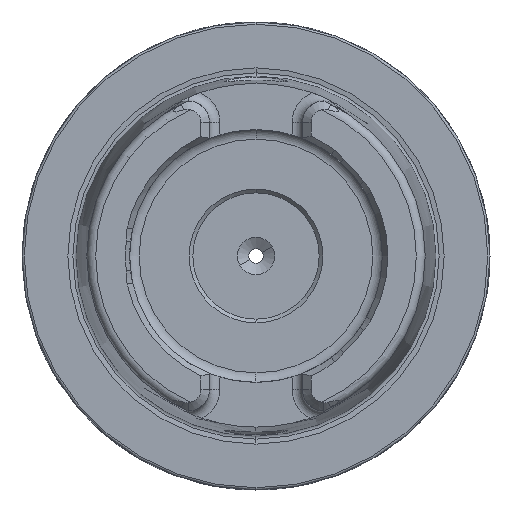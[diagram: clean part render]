
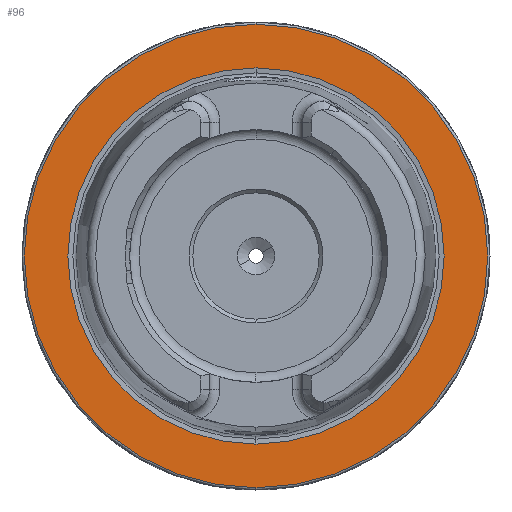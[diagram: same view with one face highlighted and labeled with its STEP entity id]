
A CAD part, left-side view. The second image highlights one B-rep face of the part: STEP entity #96.
In plain terms, the highlighted planar face has unit normal (-1, 0, 0).
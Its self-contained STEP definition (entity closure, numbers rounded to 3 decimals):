
#96 = ADVANCED_FACE ( 'NONE', ( #1013, #1019 ), #1020, .F. ) ;
#316 = EDGE_CURVE ( 'NONE', #14140, #14145, #21645, .T. ) ;
#320 = EDGE_CURVE ( 'NONE', #14147, #14148, #21653, .T. ) ;
#1013 = FACE_BOUND ( 'NONE', #9386, .T. ) ;
#1015 = DIRECTION ( 'NONE',  ( 1., 0., 0. ) ) ;
#1017 = CARTESIAN_POINT ( 'NONE',  ( 0., 31.2, 0. ) ) ;
#1019 = FACE_OUTER_BOUND ( 'NONE', #9385, .T. ) ;
#1020 = PLANE ( 'NONE',  #2580 ) ;
#1022 = DIRECTION ( 'NONE',  ( 0., 0., -1. ) ) ;
#2580 = AXIS2_PLACEMENT_3D ( 'NONE', #1017, #1015, #1022 ) ;
#7719 = CARTESIAN_POINT ( 'NONE',  ( 0., 0., -25.324 ) ) ;
#7724 = CARTESIAN_POINT ( 'NONE',  ( 0., 0., 25.324 ) ) ;
#7726 = CARTESIAN_POINT ( 'NONE',  ( 0., 0., 31.2 ) ) ;
#7727 = CARTESIAN_POINT ( 'NONE',  ( 0., 0., -31.2 ) ) ;
#8429 = CARTESIAN_POINT ( 'NONE',  ( 0., 0., 0. ) ) ;
#8430 = DIRECTION ( 'NONE',  ( -1., 0., 0. ) ) ;
#8431 = DIRECTION ( 'NONE',  ( 0., 0., 1. ) ) ;
#8439 = CARTESIAN_POINT ( 'NONE',  ( 0., 0., 0. ) ) ;
#8440 = DIRECTION ( 'NONE',  ( -1., 0., 0. ) ) ;
#8441 = DIRECTION ( 'NONE',  ( 0., 0., 1. ) ) ;
#9385 = EDGE_LOOP ( 'NONE', ( #16927, #16928 ) ) ;
#9386 = EDGE_LOOP ( 'NONE', ( #16925, #16926 ) ) ;
#10191 = CARTESIAN_POINT ( 'NONE',  ( 0., 0., 0. ) ) ;
#10192 = DIRECTION ( 'NONE',  ( -1., 0., 0. ) ) ;
#10193 = DIRECTION ( 'NONE',  ( 0., 0., 1. ) ) ;
#10194 = CARTESIAN_POINT ( 'NONE',  ( 0., 0., 0. ) ) ;
#10195 = DIRECTION ( 'NONE',  ( -1., 0., 0. ) ) ;
#10196 = DIRECTION ( 'NONE',  ( 0., 0., 1. ) ) ;
#11025 = EDGE_CURVE ( 'NONE', #14148, #14147, #11665, .T. ) ;
#11026 = EDGE_CURVE ( 'NONE', #14145, #14140, #11667, .T. ) ;
#11665 = CIRCLE ( 'NONE', #11668, 31.2 ) ;
#11667 = CIRCLE ( 'NONE', #11670, 25.324 ) ;
#11668 = AXIS2_PLACEMENT_3D ( 'NONE', #10191, #10192, #10193 ) ;
#11670 = AXIS2_PLACEMENT_3D ( 'NONE', #10194, #10195, #10196 ) ;
#14140 = VERTEX_POINT ( 'NONE', #7719 ) ;
#14145 = VERTEX_POINT ( 'NONE', #7724 ) ;
#14147 = VERTEX_POINT ( 'NONE', #7726 ) ;
#14148 = VERTEX_POINT ( 'NONE', #7727 ) ;
#16925 = ORIENTED_EDGE ( 'NONE', *, *, #11026, .F. ) ;
#16926 = ORIENTED_EDGE ( 'NONE', *, *, #316, .F. ) ;
#16927 = ORIENTED_EDGE ( 'NONE', *, *, #320, .T. ) ;
#16928 = ORIENTED_EDGE ( 'NONE', *, *, #11025, .T. ) ;
#21645 = CIRCLE ( 'NONE', #21649, 25.324 ) ;
#21649 = AXIS2_PLACEMENT_3D ( 'NONE', #8429, #8430, #8431 ) ;
#21653 = CIRCLE ( 'NONE', #21656, 31.2 ) ;
#21656 = AXIS2_PLACEMENT_3D ( 'NONE', #8439, #8440, #8441 ) ;
